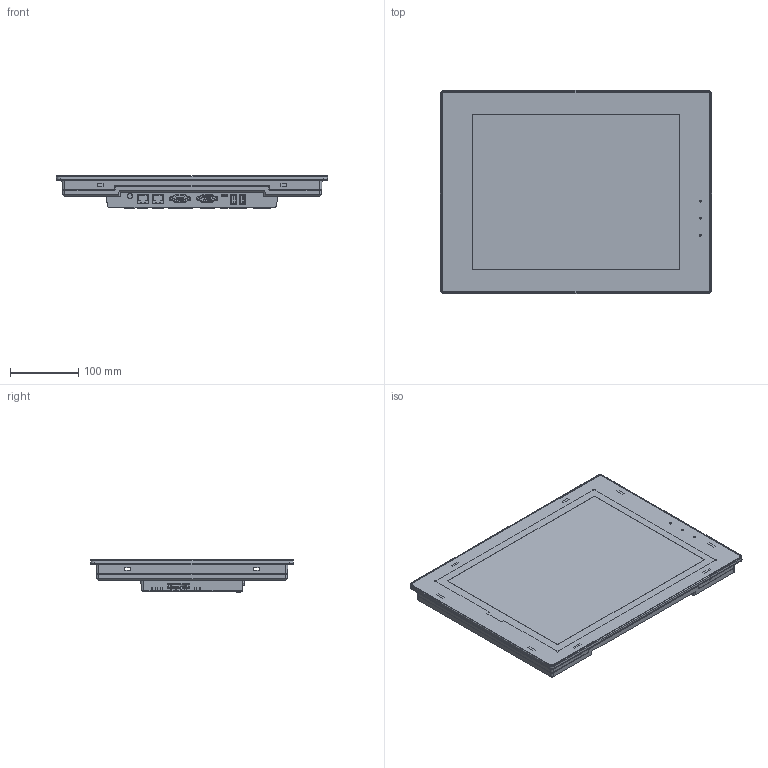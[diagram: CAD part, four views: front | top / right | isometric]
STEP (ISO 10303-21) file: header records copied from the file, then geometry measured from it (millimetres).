
FILE_DESCRIPTION((''),'2;1');
FILE_NAME('GH150E','2021-01-04T16:25:07',('Administrator'),(''),'CREO PARAMETRIC BY PTC INC, 2019164','CREO PARAMETRIC BY PTC INC, 2019164','');
FILE_SCHEMA(('CONFIG_CONTROL_DESIGN','SHAPE_APPEARANCE_LAYERS_GROUPS'));
Products named in the file (1): GH150E
Bounding box: 398 x 298 x 47.4 mm (x, y, z)
Surface area: 505486.7 mm2 (no closed solid volume)
Topology: 0 solids, 36 shells, 3861 faces, 10598 edges, 7121 vertices
Faces by surface type: plane 2099, extrusion 1074, cylinder 526, cone 62, bspline 62, torus 32, sphere 6
Entity records: 148473 total; most frequent: CARTESIAN_POINT 53716, ORIENTED_EDGE 20480, DIRECTION 16009, EDGE_CURVE 10598, VECTOR 8107, VERTEX_POINT 7121, LINE 7033, EDGE_LOOP 4513
